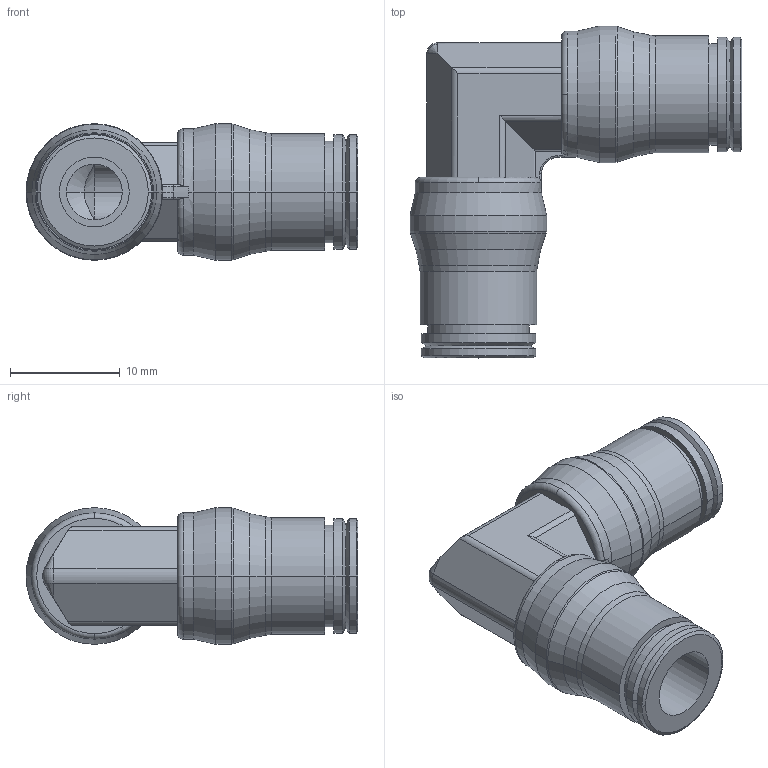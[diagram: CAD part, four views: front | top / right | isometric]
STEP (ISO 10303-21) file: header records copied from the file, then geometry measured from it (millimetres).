
FILE_DESCRIPTION(('STEP AP214'),'1');
FILE_NAME('3802_56_00.stp','2016-07-07T14:26:40',('TraceParts'),('TraceParts S.A.'),'Spatial InterOp 3D',' ',' ');
FILE_SCHEMA(('automotive_design'));
Length unit declared in the file: millimetre
Products named in the file (1): 1
Bounding box: 30.22 x 30.22 x 12.44 mm (x, y, z)
Volume: 2836.9 mm3; surface area: 2791 mm2
Topology: 1 solids, 1 shells, 123 faces, 283 edges, 166 vertices
Faces by surface type: cylinder 52, cone 38, plane 22, torus 11
Entity records: 3641 total; most frequent: CARTESIAN_POINT 811, DIRECTION 636, ORIENTED_EDGE 562, EDGE_CURVE 281, AXIS2_PLACEMENT_3D 255, VERTEX_POINT 166, EDGE_LOOP 131, LINE 126
